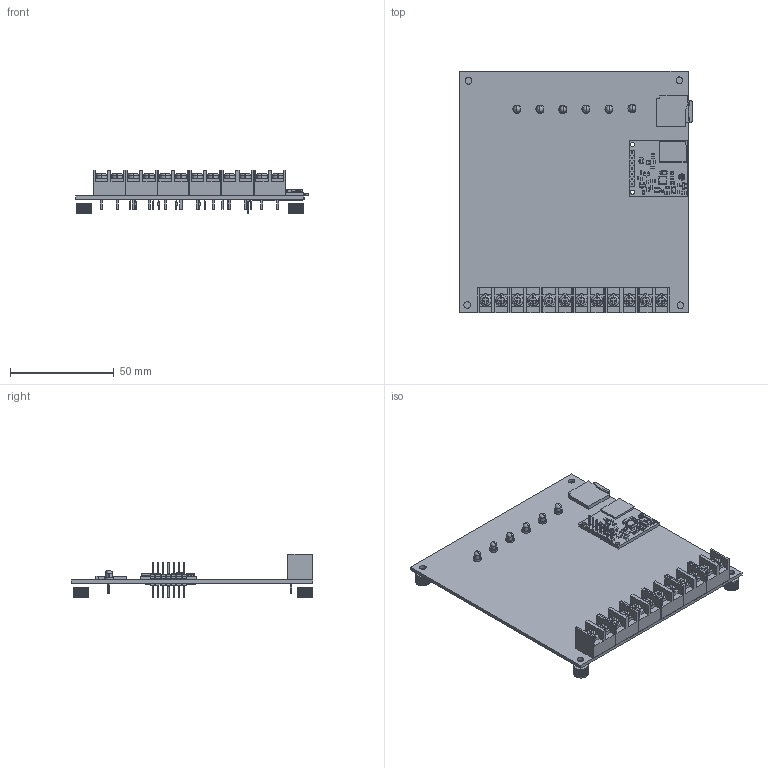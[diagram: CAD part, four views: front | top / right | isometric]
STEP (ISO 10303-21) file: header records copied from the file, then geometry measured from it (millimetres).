
FILE_DESCRIPTION(('Open CASCADE Model'),'2;1');
FILE_NAME('Open CASCADE Shape Model','2023-05-23T22:47:06',('Author'),( 'Open CASCADE'),'Open CASCADE STEP processor 7.5','Open CASCADE 7.5' ,'Unknown');
FILE_SCHEMA(('AUTOMOTIVE_DESIGN { 1 0 10303 214 1 1 1 1 }'));
Length unit declared in the file: millimetre
Products named in the file (58): PCB; Board; Open CASCADE STEP translator 7.5 1.1.1; Designator21; A7670C-DEV-MODULE; A7670X; SOLID; L_Bourns-SRN4018; COMPOUND; U.FL_Hirose_U.FL-R-SMT-1_Vertical; TSOT-23-6; C_1206_3216Metric; R_0603_1608Metric; PinHeader_1x07_P2.54mm_Vertical; C_0805_2012Metric; C_0603_1608Metric; D_SOD-123; SOT-363_SC-70-6; LED_0603_1608Metric; SOT-23; 61300711121; 6130xx11121_PIN; 6355602208; Extruded; Designator4_1_2; User Library-LED-D3Y; Designator4_1_1; Designator3_1_1; Designator3_1; Designator4_1; Designator4; Open CASCADE STEP translator 7.5 1.9; User Library-microsd card; 4361725776; Designator14_2; User Library-kf7_62-2p; Designator15_2; Designator14_1; Designator15_1; Designator15 ...
Assembly tree (100 placements, depth 5):
  PCB
    Board
      Open CASCADE STEP translator 7.5 1.1.1
    Designator21
      A7670C-DEV-MODULE
        A7670X
          SOLID
        L_Bourns-SRN4018
          COMPOUND
        U.FL_Hirose_U.FL-R-SMT-1_Vertical
          SOLID
        TSOT-23-6
          SOLID
        C_1206_3216Metric
          SOLID
        R_0603_1608Metric  x15
          SOLID
        PinHeader_1x07_P2.54mm_Vertical
          SOLID
        C_0805_2012Metric  x4
          SOLID
        C_0603_1608Metric  x5
          SOLID
        D_SOD-123
          SOLID
        SOT-363_SC-70-6
          SOLID
        LED_0603_1608Metric
          SOLID
        SOT-23  x4
          SOLID
        COMPOUND
      61300711121
        6130xx11121_PIN  x7
        61300711121
      6355602208
        Extruded
    Designator4_1_2
      User Library-LED-D3Y
    Designator4_1_1
      User Library-LED-D3Y
    Designator3_1_1
      User Library-LED-D3Y
    Designator3_1
      User Library-LED-D3Y
    Designator4_1
      User Library-LED-D3Y
    Designator4
      User Library-LED-D3Y
    Open CASCADE STEP translator 7.5 1.9
      User Library-microsd card
      4361725776
        Extruded
    Designator14_2
      User Library-kf7_62-2p
    Designator15_2
      User Library-kf7_62-2p
    Designator14_1
      User Library-kf7_62-2p
    Designator15_1
Bounding box: 112.07 x 116.28 x 20.99 mm (x, y, z)
Volume: 34904.7 mm3; surface area: 41453.6 mm2
Topology: 88 solids, 94 shells, 3111 faces, 7926 edges, 5048 vertices
Faces by surface type: plane 2216, cylinder 572, bspline 262, torus 28, sphere 17, cone 16
Full cylindrical faces by diameter (mm): 0.4 x1, 1 x7, 1.016 x12, 1.1 x7, 1.8 x1, 1.92 x1, 2 x2, 2.1 x2, 2.2 x2, 3.2 x4
Entity records: 49586 total; most frequent: CARTESIAN_POINT 8419, ORIENTED_EDGE 6830, DIRECTION 6364, EDGE_CURVE 3415, LINE 2708, VECTOR 2708, VERTEX_POINT 2155, AXIS2_PLACEMENT_3D 1828
